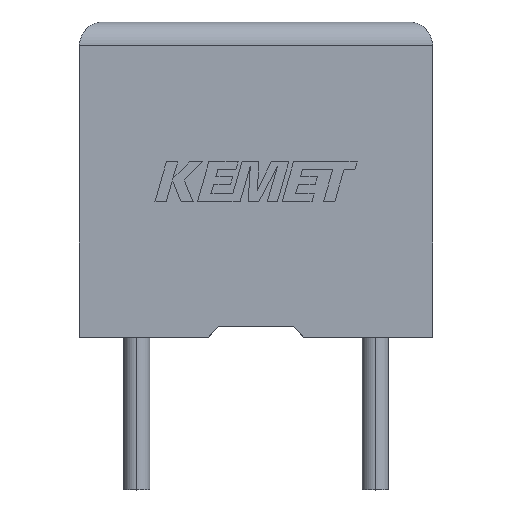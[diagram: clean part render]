
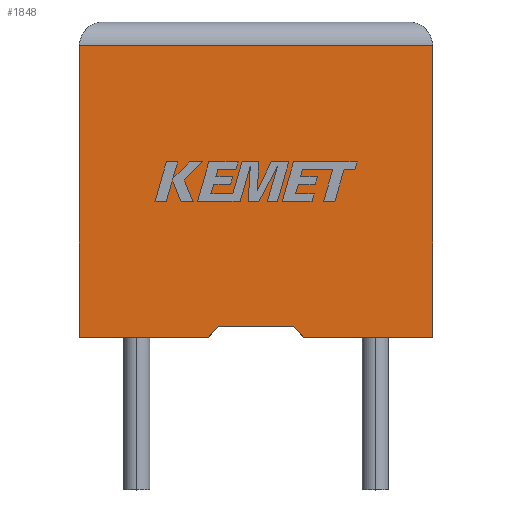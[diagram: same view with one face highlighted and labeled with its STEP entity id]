
A CAD part, top view. The second image highlights one B-rep face of the part: STEP entity #1848.
In plain terms, the highlighted planar face has unit normal (0, 0, 1).
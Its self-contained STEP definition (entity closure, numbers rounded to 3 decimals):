
#10 = ORIENTED_EDGE ( 'NONE', *, *, #455, .T. ) ;
#95 = CARTESIAN_POINT ( 'NONE',  ( 4.7, 0., 2.6 ) ) ;
#97 = VERTEX_POINT ( 'NONE', #418 ) ;
#104 = VECTOR ( 'NONE', #118, 1000. ) ;
#113 = LINE ( 'NONE', #2946, #817 ) ;
#118 = DIRECTION ( 'NONE',  ( 1., 0., 0. ) ) ;
#305 = CARTESIAN_POINT ( 'NONE',  ( 7.4, 0., 2.6 ) ) ;
#310 = CARTESIAN_POINT ( 'NONE',  ( 4.7, 0., 2.6 ) ) ;
#331 = CARTESIAN_POINT ( 'NONE',  ( 2.905, 0.228, 2.6 ) ) ;
#332 = DIRECTION ( 'NONE',  ( 1., 0., 0. ) ) ;
#418 = CARTESIAN_POINT ( 'NONE',  ( 2.7, 0., 2.6 ) ) ;
#422 = FACE_OUTER_BOUND ( 'NONE', #1847, .T. ) ;
#455 = EDGE_CURVE ( 'NONE', #1781, #1965, #113, .T. ) ;
#475 = LINE ( 'NONE', #305, #1748 ) ;
#479 = LINE ( 'NONE', #546, #1453 ) ;
#546 = CARTESIAN_POINT ( 'NONE',  ( 0., 6.1, 2.6 ) ) ;
#588 = ORIENTED_EDGE ( 'NONE', *, *, #1158, .T. ) ;
#589 = CARTESIAN_POINT ( 'NONE',  ( 0., 0., 2.6 ) ) ;
#700 = ORIENTED_EDGE ( 'NONE', *, *, #2040, .F. ) ;
#728 = LINE ( 'NONE', #1787, #104 ) ;
#730 = DIRECTION ( 'NONE',  ( -1., 0., 0. ) ) ;
#735 = CARTESIAN_POINT ( 'NONE',  ( 4.495, 0.228, 2.6 ) ) ;
#786 = DIRECTION ( 'NONE',  ( -1., 0., 0. ) ) ;
#796 = EDGE_CURVE ( 'NONE', #847, #2429, #479, .T. ) ;
#817 = VECTOR ( 'NONE', #332, 1000. ) ;
#829 = LINE ( 'NONE', #2348, #1250 ) ;
#847 = VERTEX_POINT ( 'NONE', #935 ) ;
#935 = CARTESIAN_POINT ( 'NONE',  ( 7.4, 6.1, 2.6 ) ) ;
#998 = CARTESIAN_POINT ( 'NONE',  ( 0., 0., 2.6 ) ) ;
#1009 = ORIENTED_EDGE ( 'NONE', *, *, #1907, .T. ) ;
#1070 = ORIENTED_EDGE ( 'NONE', *, *, #796, .T. ) ;
#1083 = DIRECTION ( 'NONE',  ( -0.67, -0.742, 0. ) ) ;
#1113 = EDGE_CURVE ( 'NONE', #2429, #1493, #2574, .T. ) ;
#1158 = EDGE_CURVE ( 'NONE', #1965, #847, #475, .T. ) ;
#1250 = VECTOR ( 'NONE', #730, 1000. ) ;
#1334 = CARTESIAN_POINT ( 'NONE',  ( 0., 6.1, 2.6 ) ) ;
#1340 = EDGE_CURVE ( 'NONE', #1493, #97, #728, .T. ) ;
#1435 = VECTOR ( 'NONE', #2704, 1000. ) ;
#1453 = VECTOR ( 'NONE', #2169, 1000. ) ;
#1493 = VERTEX_POINT ( 'NONE', #2319 ) ;
#1748 = VECTOR ( 'NONE', #2917, 1000. ) ;
#1781 = VERTEX_POINT ( 'NONE', #310 ) ;
#1787 = CARTESIAN_POINT ( 'NONE',  ( 0., 0., 2.6 ) ) ;
#1847 = EDGE_LOOP ( 'NONE', ( #588, #1070, #2186, #2492, #700, #2542, #1009, #10 ) ) ;
#1848 = ADVANCED_FACE ( 'NONE', ( #422 ), #2930, .F. ) ;
#1852 = VECTOR ( 'NONE', #2177, 1000. ) ;
#1877 = LINE ( 'NONE', #95, #1435 ) ;
#1907 = EDGE_CURVE ( 'NONE', #2243, #1781, #1877, .T. ) ;
#1928 = VERTEX_POINT ( 'NONE', #331 ) ;
#1965 = VERTEX_POINT ( 'NONE', #2478 ) ;
#2040 = EDGE_CURVE ( 'NONE', #1928, #97, #2898, .T. ) ;
#2169 = DIRECTION ( 'NONE',  ( -1., 0., 0. ) ) ;
#2177 = DIRECTION ( 'NONE',  ( 0., -1., 0. ) ) ;
#2186 = ORIENTED_EDGE ( 'NONE', *, *, #1113, .T. ) ;
#2243 = VERTEX_POINT ( 'NONE', #735 ) ;
#2319 = CARTESIAN_POINT ( 'NONE',  ( 0., 0., 2.6 ) ) ;
#2348 = CARTESIAN_POINT ( 'NONE',  ( 3.7, 0.228, 2.6 ) ) ;
#2429 = VERTEX_POINT ( 'NONE', #1334 ) ;
#2458 = AXIS2_PLACEMENT_3D ( 'NONE', #589, #2676, #786 ) ;
#2478 = CARTESIAN_POINT ( 'NONE',  ( 7.4, 0., 2.6 ) ) ;
#2492 = ORIENTED_EDGE ( 'NONE', *, *, #1340, .T. ) ;
#2522 = VECTOR ( 'NONE', #1083, 1000. ) ;
#2542 = ORIENTED_EDGE ( 'NONE', *, *, #2571, .F. ) ;
#2571 = EDGE_CURVE ( 'NONE', #2243, #1928, #829, .T. ) ;
#2574 = LINE ( 'NONE', #998, #1852 ) ;
#2676 = DIRECTION ( 'NONE',  ( 0., 0., -1. ) ) ;
#2704 = DIRECTION ( 'NONE',  ( 0.67, -0.742, 0. ) ) ;
#2898 = LINE ( 'NONE', #2965, #2522 ) ;
#2917 = DIRECTION ( 'NONE',  ( 0., 1., 0. ) ) ;
#2930 = PLANE ( 'NONE',  #2458 ) ;
#2946 = CARTESIAN_POINT ( 'NONE',  ( 0., 0., 2.6 ) ) ;
#2965 = CARTESIAN_POINT ( 'NONE',  ( 2.7, 0., 2.6 ) ) ;
